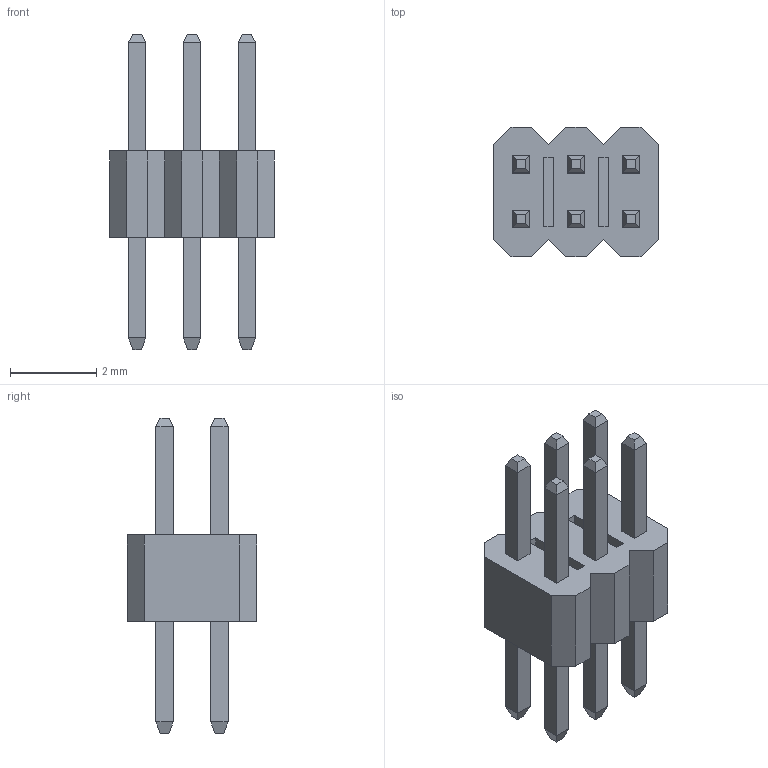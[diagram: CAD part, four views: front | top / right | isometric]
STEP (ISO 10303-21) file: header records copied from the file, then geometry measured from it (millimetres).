
FILE_DESCRIPTION (( 'STEP AP214' ), '1' );
FILE_NAME ('User Library-PLLD1.27-xx.STEP', '2020-11-30T07:56:36', ( '' ), ( '' ), 'SwSTEP 2.0', 'SolidWorks 2020', '' );
FILE_SCHEMA (( 'AUTOMOTIVE_DESIGN' ));
Length unit declared in the file: millimetre
Products named in the file (1): User Library-PLLD1.27-xx
Bounding box: 3.81 x 3 x 7.3 mm (x, y, z)
Volume: 25.7 mm3; surface area: 99.4 mm2
Topology: 1 solids, 1 shells, 140 faces, 324 edges, 200 vertices
Faces by surface type: plane 140
Entity records: 5398 total; most frequent: CARTESIAN_POINT 665, ORIENTED_EDGE 648, DIRECTION 606, LINE 324, EDGE_CURVE 324, VECTOR 324, VERTEX_POINT 200, EDGE_LOOP 154
